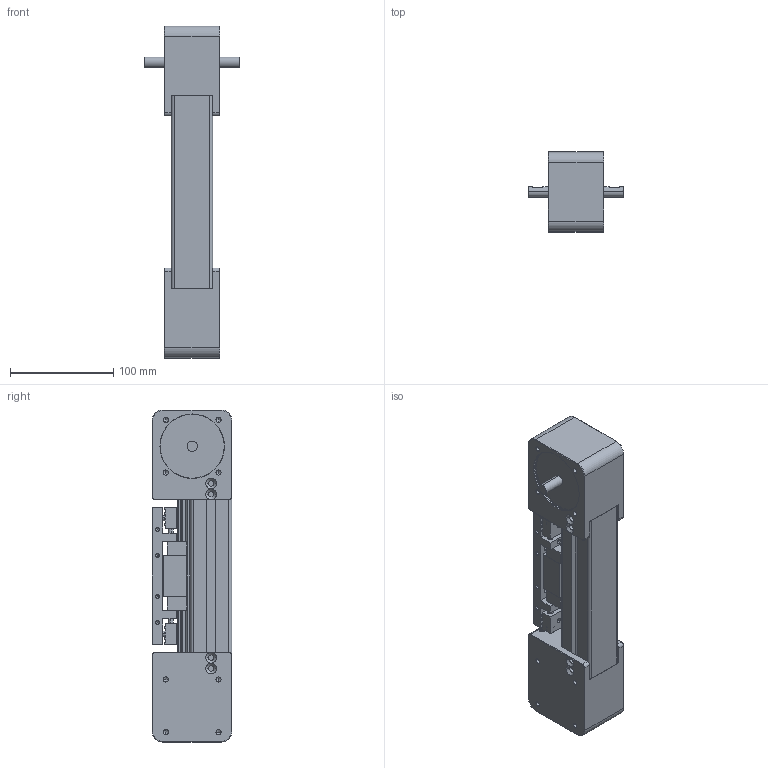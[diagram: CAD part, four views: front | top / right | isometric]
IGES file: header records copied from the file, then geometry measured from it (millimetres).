
Global section: file name: No Iges File Name specified; native system: Autodesk Inventor 2011; preprocessor: AutoDesk Inventor Iges Exporter R2011; author: user; date: 20101216.103851; units: millimetre
Bounding box: 92 x 77 x 321 mm (x, y, z)
Volume: 871141.8 mm3; surface area: 223068.9 mm2
Topology: 5 solids, 15 shells, 1081 faces, 2852 edges, 1806 vertices
Faces by surface type: plane 408, bspline 292, revolution 191, cylinder 110, cone 48, torus 32
